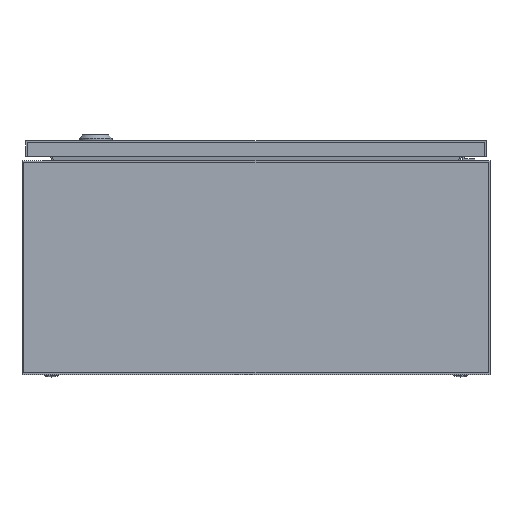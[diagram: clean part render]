
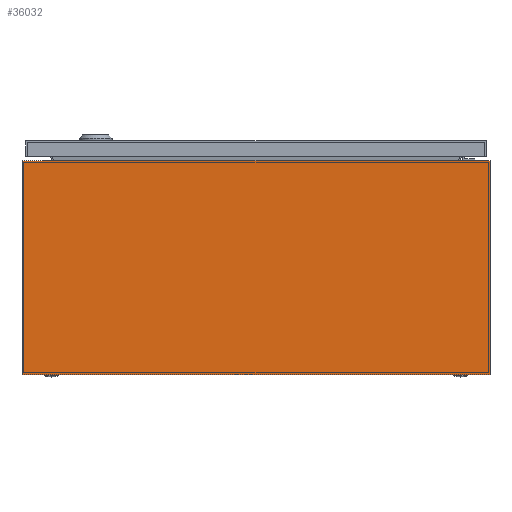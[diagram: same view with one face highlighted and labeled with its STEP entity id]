
A CAD part, front view. The second image highlights one B-rep face of the part: STEP entity #36032.
In plain terms, the highlighted planar face has unit normal (0, -1, 0).
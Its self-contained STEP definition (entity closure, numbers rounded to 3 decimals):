
#1382 = CARTESIAN_POINT ( 'NONE',  ( 0., 0., 0. ) ) ;
#2628 = VECTOR ( 'NONE', #29985, 1000. ) ;
#2938 = CARTESIAN_POINT ( 'NONE',  ( 0., 0., 0. ) ) ;
#3261 = DIRECTION ( 'NONE',  ( 0., 0., -1. ) ) ;
#4333 = CARTESIAN_POINT ( 'NONE',  ( 400., 0., 0. ) ) ;
#4756 = EDGE_CURVE ( 'NONE', #16233, #13395, #43120, .T. ) ;
#6126 = CARTESIAN_POINT ( 'NONE',  ( 0., 0., 183. ) ) ;
#6600 = LINE ( 'NONE', #13506, #33846 ) ;
#6918 = VERTEX_POINT ( 'NONE', #42907 ) ;
#10186 = ORIENTED_EDGE ( 'NONE', *, *, #4756, .T. ) ;
#10952 = ORIENTED_EDGE ( 'NONE', *, *, #43820, .T. ) ;
#12756 = DIRECTION ( 'NONE',  ( 1., 0., 0. ) ) ;
#13395 = VERTEX_POINT ( 'NONE', #4333 ) ;
#13506 = CARTESIAN_POINT ( 'NONE',  ( 0., 0., 183. ) ) ;
#16233 = VERTEX_POINT ( 'NONE', #1382 ) ;
#16259 = CARTESIAN_POINT ( 'NONE',  ( 400., 0., 183. ) ) ;
#17473 = EDGE_CURVE ( 'NONE', #6918, #21007, #24003, .T. ) ;
#17511 = CARTESIAN_POINT ( 'NONE',  ( 400., 0., 183. ) ) ;
#19200 = EDGE_CURVE ( 'NONE', #21007, #13395, #39526, .T. ) ;
#21007 = VERTEX_POINT ( 'NONE', #17511 ) ;
#22383 = PLANE ( 'NONE',  #27318 ) ;
#23736 = EDGE_LOOP ( 'NONE', ( #32129, #43341, #10952, #10186 ) ) ;
#24003 = LINE ( 'NONE', #37515, #2628 ) ;
#26337 = DIRECTION ( 'NONE',  ( 0., 1., 0. ) ) ;
#27318 = AXIS2_PLACEMENT_3D ( 'NONE', #6126, #26337, #32130 ) ;
#29985 = DIRECTION ( 'NONE',  ( 1., 0., 0. ) ) ;
#32129 = ORIENTED_EDGE ( 'NONE', *, *, #19200, .F. ) ;
#32130 = DIRECTION ( 'NONE',  ( 0., 0., 1. ) ) ;
#33846 = VECTOR ( 'NONE', #3261, 1000. ) ;
#36032 = ADVANCED_FACE ( 'NONE', ( #43182 ), #22383, .F. ) ;
#37515 = CARTESIAN_POINT ( 'NONE',  ( 0., 0., 183. ) ) ;
#39526 = LINE ( 'NONE', #16259, #41783 ) ;
#39741 = DIRECTION ( 'NONE',  ( 0., 0., -1. ) ) ;
#40247 = VECTOR ( 'NONE', #12756, 1000. ) ;
#41783 = VECTOR ( 'NONE', #39741, 1000. ) ;
#42907 = CARTESIAN_POINT ( 'NONE',  ( 0., 0., 183. ) ) ;
#43120 = LINE ( 'NONE', #2938, #40247 ) ;
#43182 = FACE_OUTER_BOUND ( 'NONE', #23736, .T. ) ;
#43341 = ORIENTED_EDGE ( 'NONE', *, *, #17473, .F. ) ;
#43820 = EDGE_CURVE ( 'NONE', #6918, #16233, #6600, .T. ) ;
